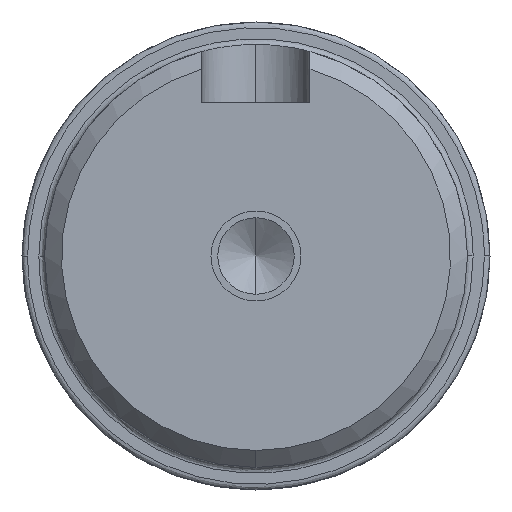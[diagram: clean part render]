
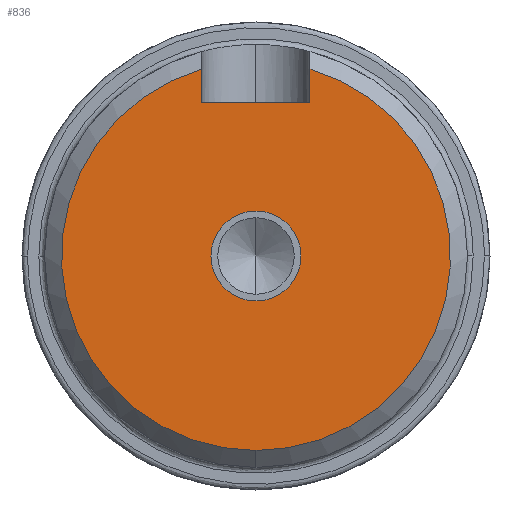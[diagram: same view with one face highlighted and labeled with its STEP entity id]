
A CAD part, left-side view. The second image highlights one B-rep face of the part: STEP entity #836.
In plain terms, the highlighted planar face has unit normal (-1, 0, 0).
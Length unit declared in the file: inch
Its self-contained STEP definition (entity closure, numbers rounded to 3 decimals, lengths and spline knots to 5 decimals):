
#19 = EDGE_LOOP ( 'NONE', ( #2077, #1960 ) ) ;
#169 = DIRECTION ( 'NONE',  ( 0., 0., -1. ) ) ;
#176 = DIRECTION ( 'NONE',  ( 1., 0., 0. ) ) ;
#183 = CARTESIAN_POINT ( 'NONE',  ( -18.10759, 0., 0. ) ) ;
#192 = EDGE_LOOP ( 'NONE', ( #2170, #374, #1926, #629, #1506 ) ) ;
#216 = DIRECTION ( 'NONE',  ( 0., 1., 0. ) ) ;
#232 = PLANE ( 'NONE',  #1102 ) ;
#254 = CARTESIAN_POINT ( 'NONE',  ( -18.10759, 0., 0. ) ) ;
#261 = DIRECTION ( 'NONE',  ( 1., 0., 0. ) ) ;
#324 = CARTESIAN_POINT ( 'NONE',  ( -18.10759, 0.375, 1.0628 ) ) ;
#374 = ORIENTED_EDGE ( 'NONE', *, *, #1562, .F. ) ;
#381 = VECTOR ( 'NONE', #1826, 39.37008 ) ;
#404 = CIRCLE ( 'NONE', #893, 1.35059 ) ;
#405 = VECTOR ( 'NONE', #939, 39.37008 ) ;
#407 = LINE ( 'NONE', #1961, #381 ) ;
#431 = CARTESIAN_POINT ( 'NONE',  ( -18.10759, 0., -0.3125 ) ) ;
#454 = LINE ( 'NONE', #2104, #405 ) ;
#456 = VECTOR ( 'NONE', #1779, 39.37008 ) ;
#487 = LINE ( 'NONE', #1629, #456 ) ;
#517 = CIRCLE ( 'NONE', #908, 0.3125 ) ;
#629 = ORIENTED_EDGE ( 'NONE', *, *, #1558, .F. ) ;
#709 = DIRECTION ( 'NONE',  ( 1., 0., 0. ) ) ;
#804 = CARTESIAN_POINT ( 'NONE',  ( -18.10759, -0.375, 1.29749 ) ) ;
#836 = ADVANCED_FACE ( 'NONE', ( #1661, #1757 ), #232, .F. ) ;
#872 = DIRECTION ( 'NONE',  ( -1., 0., 0. ) ) ;
#893 = AXIS2_PLACEMENT_3D ( 'NONE', #1329, #261, #1520 ) ;
#908 = AXIS2_PLACEMENT_3D ( 'NONE', #1912, #872, #2047 ) ;
#939 = DIRECTION ( 'NONE',  ( 0., 0., -1. ) ) ;
#975 = VERTEX_POINT ( 'NONE', #1427 ) ;
#1010 = AXIS2_PLACEMENT_3D ( 'NONE', #2107, #1711, #1703 ) ;
#1041 = AXIS2_PLACEMENT_3D ( 'NONE', #183, #176, #169 ) ;
#1102 = AXIS2_PLACEMENT_3D ( 'NONE', #254, #709, #216 ) ;
#1111 = CIRCLE ( 'NONE', #1010, 0.3125 ) ;
#1243 = EDGE_CURVE ( 'NONE', #2048, #975, #1259, .T. ) ;
#1259 = CIRCLE ( 'NONE', #1041, 1.35059 ) ;
#1280 = EDGE_CURVE ( 'NONE', #1936, #1962, #1111, .T. ) ;
#1329 = CARTESIAN_POINT ( 'NONE',  ( -18.10759, 0., 0. ) ) ;
#1346 = CARTESIAN_POINT ( 'NONE',  ( -18.10759, 0., 0.3125 ) ) ;
#1427 = CARTESIAN_POINT ( 'NONE',  ( -18.10759, 0., -1.35059 ) ) ;
#1506 = ORIENTED_EDGE ( 'NONE', *, *, #1544, .F. ) ;
#1520 = DIRECTION ( 'NONE',  ( 0., 0., -1. ) ) ;
#1533 = EDGE_CURVE ( 'NONE', #1962, #1936, #517, .T. ) ;
#1544 = EDGE_CURVE ( 'NONE', #1752, #1635, #487, .T. ) ;
#1555 = EDGE_CURVE ( 'NONE', #1693, #1752, #454, .T. ) ;
#1558 = EDGE_CURVE ( 'NONE', #1635, #2048, #407, .T. ) ;
#1562 = EDGE_CURVE ( 'NONE', #975, #1693, #404, .T. ) ;
#1629 = CARTESIAN_POINT ( 'NONE',  ( -18.10759, 0., 1.0628 ) ) ;
#1635 = VERTEX_POINT ( 'NONE', #1874 ) ;
#1661 = FACE_OUTER_BOUND ( 'NONE', #192, .T. ) ;
#1693 = VERTEX_POINT ( 'NONE', #2157 ) ;
#1703 = DIRECTION ( 'NONE',  ( 0., 0., 1. ) ) ;
#1711 = DIRECTION ( 'NONE',  ( -1., 0., 0. ) ) ;
#1752 = VERTEX_POINT ( 'NONE', #324 ) ;
#1757 = FACE_BOUND ( 'NONE', #19, .T. ) ;
#1779 = DIRECTION ( 'NONE',  ( 0., -1., 0. ) ) ;
#1826 = DIRECTION ( 'NONE',  ( 0., 0., 1. ) ) ;
#1874 = CARTESIAN_POINT ( 'NONE',  ( -18.10759, -0.375, 1.0628 ) ) ;
#1912 = CARTESIAN_POINT ( 'NONE',  ( -18.10759, 0., 0. ) ) ;
#1926 = ORIENTED_EDGE ( 'NONE', *, *, #1243, .F. ) ;
#1936 = VERTEX_POINT ( 'NONE', #431 ) ;
#1960 = ORIENTED_EDGE ( 'NONE', *, *, #1280, .F. ) ;
#1961 = CARTESIAN_POINT ( 'NONE',  ( -18.10759, -0.375, 0. ) ) ;
#1962 = VERTEX_POINT ( 'NONE', #1346 ) ;
#2047 = DIRECTION ( 'NONE',  ( 0., 0., 1. ) ) ;
#2048 = VERTEX_POINT ( 'NONE', #804 ) ;
#2077 = ORIENTED_EDGE ( 'NONE', *, *, #1533, .F. ) ;
#2104 = CARTESIAN_POINT ( 'NONE',  ( -18.10759, 0.375, 0. ) ) ;
#2107 = CARTESIAN_POINT ( 'NONE',  ( -18.10759, 0., 0. ) ) ;
#2157 = CARTESIAN_POINT ( 'NONE',  ( -18.10759, 0.375, 1.29749 ) ) ;
#2170 = ORIENTED_EDGE ( 'NONE', *, *, #1555, .F. ) ;
